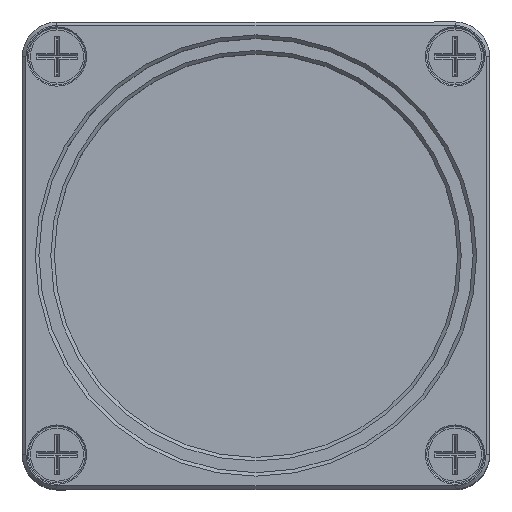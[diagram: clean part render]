
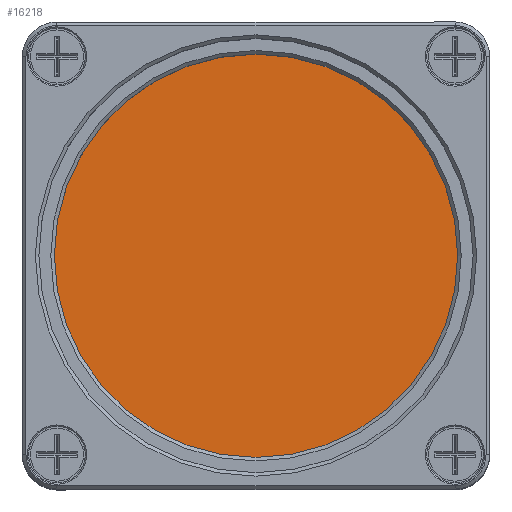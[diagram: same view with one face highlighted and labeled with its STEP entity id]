
A CAD part, top view. The second image highlights one B-rep face of the part: STEP entity #16218.
In plain terms, the highlighted face is planar.
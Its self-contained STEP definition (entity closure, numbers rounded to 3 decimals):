
#13252=FACE_OUTER_BOUND('',#29739,.T.);
#16218=ADVANCED_FACE('',(#13252),#18722,.F.);
#18722=PLANE('',#57174);
#29739=EDGE_LOOP('',(#35615));
#35615=ORIENTED_EDGE('',*,*,#49554,.F.);
#45003=VERTEX_POINT('',#77634);
#49554=EDGE_CURVE('',#45003,#45003,#54338,.T.);
#54338=CIRCLE('',#57171,12.5);
#57171=AXIS2_PLACEMENT_3D('',#77633,#64215,#64216);
#57174=AXIS2_PLACEMENT_3D('',#77637,#64221,#64222);
#64215=DIRECTION('',(0.,0.,1.));
#64216=DIRECTION('',(1.,0.,0.));
#64221=DIRECTION('',(0.,0.,1.));
#64222=DIRECTION('',(1.,0.,0.));
#77633=CARTESIAN_POINT('',(0.,0.,0.));
#77634=CARTESIAN_POINT('',(12.5,0.,0.));
#77637=CARTESIAN_POINT('',(0.,0.,0.));
